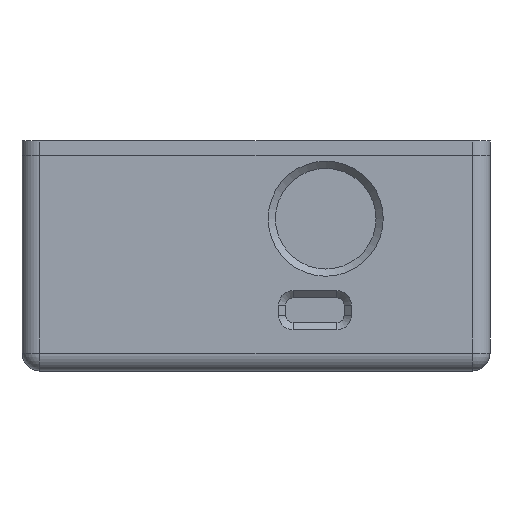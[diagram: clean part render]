
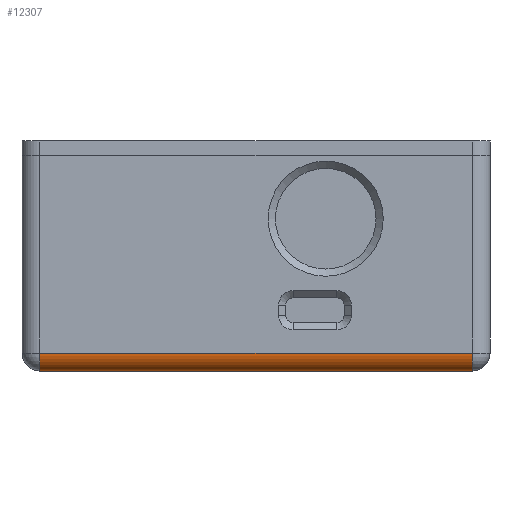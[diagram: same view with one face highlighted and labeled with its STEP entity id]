
A CAD part, front view. The second image highlights one B-rep face of the part: STEP entity #12307.
In plain terms, the highlighted cylindrical face has radius 2.5 mm (diameter 5 mm), a partial arc.
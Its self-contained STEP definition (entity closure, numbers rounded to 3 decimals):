
#714 = PLANE('',#715);
#715 = AXIS2_PLACEMENT_3D('',#716,#717,#718);
#716 = CARTESIAN_POINT('',(0.,0.,0.));
#717 = DIRECTION('',(0.,0.,1.));
#718 = DIRECTION('',(1.,0.,0.));
#5170 = VERTEX_POINT('',#5171);
#5171 = CARTESIAN_POINT('',(-30.05,-63.75,0.));
#5192 = EDGE_CURVE('',#5193,#5170,#5195,.T.);
#5193 = VERTEX_POINT('',#5194);
#5194 = CARTESIAN_POINT('',(30.05,-63.75,0.));
#5195 = SURFACE_CURVE('',#5196,(#5200,#5207),.PCURVE_S1.);
#5196 = LINE('',#5197,#5198);
#5197 = CARTESIAN_POINT('',(32.55,-63.75,0.));
#5198 = VECTOR('',#5199,1.);
#5199 = DIRECTION('',(-1.,0.,0.));
#5200 = PCURVE('',#714,#5201);
#5201 = DEFINITIONAL_REPRESENTATION('',(#5202),#5206);
#5202 = LINE('',#5203,#5204);
#5203 = CARTESIAN_POINT('',(32.55,-63.75));
#5204 = VECTOR('',#5205,1.);
#5205 = DIRECTION('',(-1.,0.));
#5206 = ( GEOMETRIC_REPRESENTATION_CONTEXT(2) 
PARAMETRIC_REPRESENTATION_CONTEXT() REPRESENTATION_CONTEXT('2D SPACE',''
  ) );
#5207 = PCURVE('',#5208,#5213);
#5208 = CYLINDRICAL_SURFACE('',#5209,2.5);
#5209 = AXIS2_PLACEMENT_3D('',#5210,#5211,#5212);
#5210 = CARTESIAN_POINT('',(32.55,-63.75,2.5));
#5211 = DIRECTION('',(-1.,0.,0.));
#5212 = DIRECTION('',(0.,0.,-1.));
#5213 = DEFINITIONAL_REPRESENTATION('',(#5214),#5218);
#5214 = LINE('',#5215,#5216);
#5215 = CARTESIAN_POINT('',(0.,0.));
#5216 = VECTOR('',#5217,1.);
#5217 = DIRECTION('',(0.,1.));
#5218 = ( GEOMETRIC_REPRESENTATION_CONTEXT(2) 
PARAMETRIC_REPRESENTATION_CONTEXT() REPRESENTATION_CONTEXT('2D SPACE',''
  ) );
#6478 = PLANE('',#6479);
#6479 = AXIS2_PLACEMENT_3D('',#6480,#6481,#6482);
#6480 = CARTESIAN_POINT('',(32.55,-66.25,0.));
#6481 = DIRECTION('',(0.,-1.,0.));
#6482 = DIRECTION('',(-1.,0.,0.));
#7631 = SPHERICAL_SURFACE('',#7632,2.5);
#7632 = AXIS2_PLACEMENT_3D('',#7633,#7634,#7635);
#7633 = CARTESIAN_POINT('',(-30.05,-63.75,2.5));
#7634 = DIRECTION('',(0.,0.,1.));
#7635 = DIRECTION('',(-1.,0.,0.));
#7651 = VERTEX_POINT('',#7652);
#7652 = CARTESIAN_POINT('',(-30.05,-66.25,2.5));
#9762 = SPHERICAL_SURFACE('',#9763,2.5);
#9763 = AXIS2_PLACEMENT_3D('',#9764,#9765,#9766);
#9764 = CARTESIAN_POINT('',(30.05,-63.75,2.5));
#9765 = DIRECTION('',(0.,0.,1.));
#9766 = DIRECTION('',(0.,-1.,0.));
#9780 = VERTEX_POINT('',#9781);
#9781 = CARTESIAN_POINT('',(30.05,-66.25,2.5));
#12307 = ADVANCED_FACE('',(#12308),#5208,.T.);
#12308 = FACE_BOUND('',#12309,.T.);
#12309 = EDGE_LOOP('',(#12310,#12332,#12353,#12375));
#12310 = ORIENTED_EDGE('',*,*,#12311,.T.);
#12311 = EDGE_CURVE('',#5193,#9780,#12312,.T.);
#12312 = SURFACE_CURVE('',#12313,(#12318,#12325),.PCURVE_S1.);
#12313 = CIRCLE('',#12314,2.5);
#12314 = AXIS2_PLACEMENT_3D('',#12315,#12316,#12317);
#12315 = CARTESIAN_POINT('',(30.05,-63.75,2.5));
#12316 = DIRECTION('',(-1.,0.,0.));
#12317 = DIRECTION('',(0.,-1.,0.));
#12318 = PCURVE('',#5208,#12319);
#12319 = DEFINITIONAL_REPRESENTATION('',(#12320),#12324);
#12320 = LINE('',#12321,#12322);
#12321 = CARTESIAN_POINT('',(-4.712,2.5));
#12322 = VECTOR('',#12323,1.);
#12323 = DIRECTION('',(1.,0.));
#12324 = ( GEOMETRIC_REPRESENTATION_CONTEXT(2) 
PARAMETRIC_REPRESENTATION_CONTEXT() REPRESENTATION_CONTEXT('2D SPACE',''
  ) );
#12325 = PCURVE('',#9762,#12326);
#12326 = DEFINITIONAL_REPRESENTATION('',(#12327),#12331);
#12327 = LINE('',#12328,#12329);
#12328 = CARTESIAN_POINT('',(0.,-6.283));
#12329 = VECTOR('',#12330,1.);
#12330 = DIRECTION('',(0.,1.));
#12331 = ( GEOMETRIC_REPRESENTATION_CONTEXT(2) 
PARAMETRIC_REPRESENTATION_CONTEXT() REPRESENTATION_CONTEXT('2D SPACE',''
  ) );
#12332 = ORIENTED_EDGE('',*,*,#12333,.T.);
#12333 = EDGE_CURVE('',#9780,#7651,#12334,.T.);
#12334 = SURFACE_CURVE('',#12335,(#12339,#12346),.PCURVE_S1.);
#12335 = LINE('',#12336,#12337);
#12336 = CARTESIAN_POINT('',(32.55,-66.25,2.5));
#12337 = VECTOR('',#12338,1.);
#12338 = DIRECTION('',(-1.,0.,0.));
#12339 = PCURVE('',#5208,#12340);
#12340 = DEFINITIONAL_REPRESENTATION('',(#12341),#12345);
#12341 = LINE('',#12342,#12343);
#12342 = CARTESIAN_POINT('',(1.571,0.));
#12343 = VECTOR('',#12344,1.);
#12344 = DIRECTION('',(0.,1.));
#12345 = ( GEOMETRIC_REPRESENTATION_CONTEXT(2) 
PARAMETRIC_REPRESENTATION_CONTEXT() REPRESENTATION_CONTEXT('2D SPACE',''
  ) );
#12346 = PCURVE('',#6478,#12347);
#12347 = DEFINITIONAL_REPRESENTATION('',(#12348),#12352);
#12348 = LINE('',#12349,#12350);
#12349 = CARTESIAN_POINT('',(0.,-2.5));
#12350 = VECTOR('',#12351,1.);
#12351 = DIRECTION('',(1.,0.));
#12352 = ( GEOMETRIC_REPRESENTATION_CONTEXT(2) 
PARAMETRIC_REPRESENTATION_CONTEXT() REPRESENTATION_CONTEXT('2D SPACE',''
  ) );
#12353 = ORIENTED_EDGE('',*,*,#12354,.F.);
#12354 = EDGE_CURVE('',#5170,#7651,#12355,.T.);
#12355 = SURFACE_CURVE('',#12356,(#12361,#12368),.PCURVE_S1.);
#12356 = CIRCLE('',#12357,2.5);
#12357 = AXIS2_PLACEMENT_3D('',#12358,#12359,#12360);
#12358 = CARTESIAN_POINT('',(-30.05,-63.75,2.5));
#12359 = DIRECTION('',(-1.,0.,0.));
#12360 = DIRECTION('',(0.,-1.,0.));
#12361 = PCURVE('',#5208,#12362);
#12362 = DEFINITIONAL_REPRESENTATION('',(#12363),#12367);
#12363 = LINE('',#12364,#12365);
#12364 = CARTESIAN_POINT('',(-4.712,62.6));
#12365 = VECTOR('',#12366,1.);
#12366 = DIRECTION('',(1.,0.));
#12367 = ( GEOMETRIC_REPRESENTATION_CONTEXT(2) 
PARAMETRIC_REPRESENTATION_CONTEXT() REPRESENTATION_CONTEXT('2D SPACE',''
  ) );
#12368 = PCURVE('',#7631,#12369);
#12369 = DEFINITIONAL_REPRESENTATION('',(#12370),#12374);
#12370 = LINE('',#12371,#12372);
#12371 = CARTESIAN_POINT('',(1.571,-6.283));
#12372 = VECTOR('',#12373,1.);
#12373 = DIRECTION('',(0.,1.));
#12374 = ( GEOMETRIC_REPRESENTATION_CONTEXT(2) 
PARAMETRIC_REPRESENTATION_CONTEXT() REPRESENTATION_CONTEXT('2D SPACE',''
  ) );
#12375 = ORIENTED_EDGE('',*,*,#5192,.F.);
